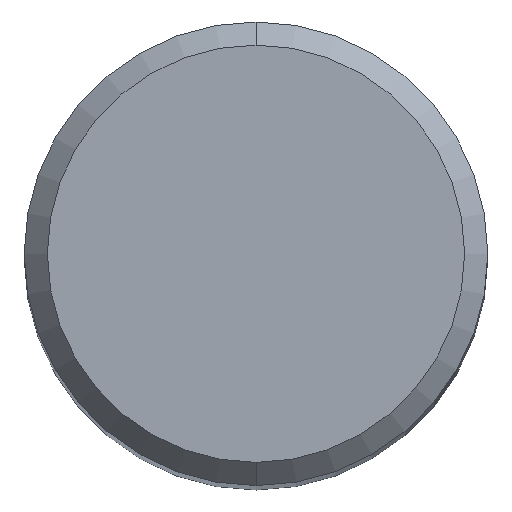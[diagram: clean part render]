
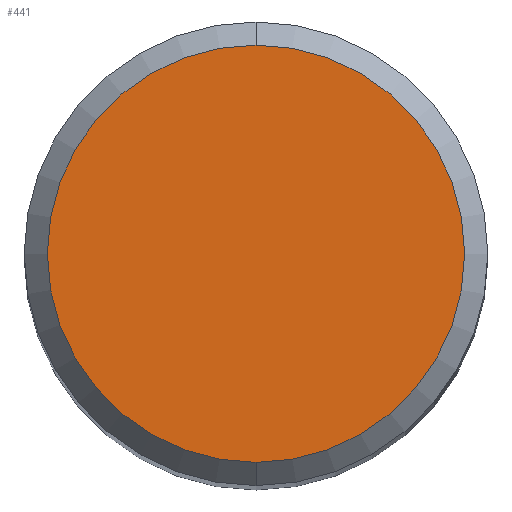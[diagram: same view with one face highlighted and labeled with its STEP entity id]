
A CAD part, top view. The second image highlights one B-rep face of the part: STEP entity #441.
In plain terms, the highlighted planar face has unit normal (0, 0, 1).
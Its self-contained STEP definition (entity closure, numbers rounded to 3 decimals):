
#195=VERTEX_POINT('',#503);
#239=EDGE_CURVE('',#195,#279,#552,.T.);
#267=EDGE_CURVE('',#279,#195,#582,.T.);
#279=VERTEX_POINT('',#597);
#441=ADVANCED_FACE('',(#777),#778,.T.);
#503=CARTESIAN_POINT('',(0.0,4.5,0.0));
#552=CIRCLE('',#968,4.5);
#582=CIRCLE('',#1023,4.5);
#597=CARTESIAN_POINT('',(0.,-4.5,0.0));
#777=FACE_OUTER_BOUND('',#1419,.T.);
#778=PLANE('',#1420);
#968=AXIS2_PLACEMENT_3D('',#1547,#1548,#1549);
#1023=AXIS2_PLACEMENT_3D('',#1575,#1576,#1577);
#1419=EDGE_LOOP('',(#1820,#1821));
#1420=AXIS2_PLACEMENT_3D('',#1822,#1823,#1824);
#1547=CARTESIAN_POINT('',(0.0,0.0,0.0));
#1548=DIRECTION('',(0.0,0.0,-1.0));
#1549=DIRECTION('',(0.0,1.0,0.0));
#1575=CARTESIAN_POINT('',(0.0,0.0,0.0));
#1576=DIRECTION('',(0.0,0.0,-1.0));
#1577=DIRECTION('',(0.0,1.0,0.0));
#1820=ORIENTED_EDGE('',*,*,#239,.F.);
#1821=ORIENTED_EDGE('',*,*,#267,.F.);
#1822=CARTESIAN_POINT('',(0.0,2.25,0.0));
#1823=DIRECTION('',(-0.0,0.0,1.0));
#1824=DIRECTION('',(0.0,-1.0,0.0));
